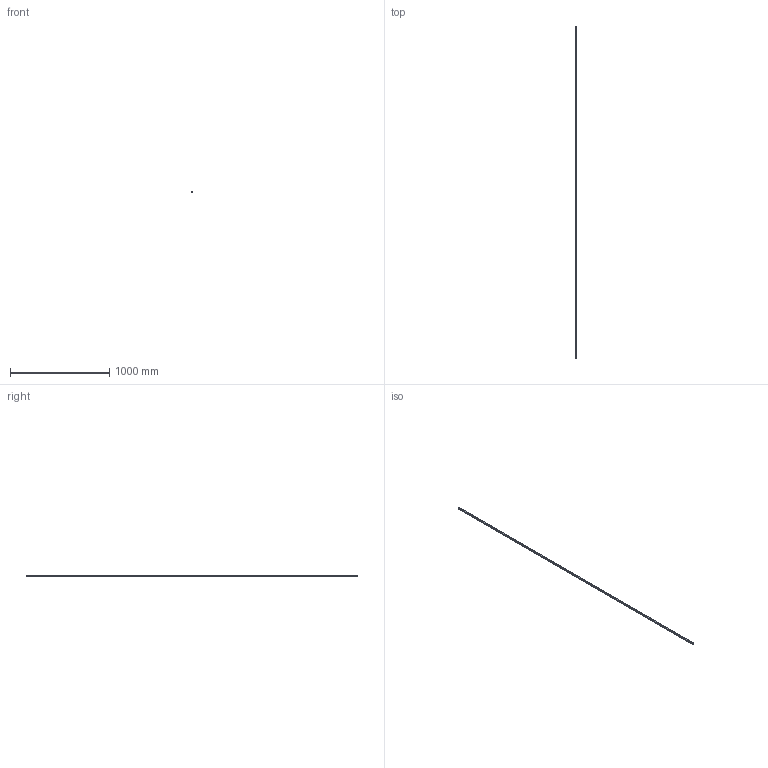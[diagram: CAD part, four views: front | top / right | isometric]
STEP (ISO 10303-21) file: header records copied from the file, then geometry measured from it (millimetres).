
FILE_DESCRIPTION(('STEP AP214'),'1');
FILE_NAME('cctmp_62974C68-B09F-4DDC-B9D8-4BD1503D7544_2021_02_02_13_40_20_0146..stp','2021-02-02T12:40:20',('HIWIN GmbH'),('CADClick - www.CADClick.com'),'Spatial InterOp 3D',' ','unknown authorization');
FILE_SCHEMA(('AUTOMOTIVE_DESIGN'));
Length unit declared in the file: millimetre
Products named in the file (1): EGR15U3340C_FILE
Bounding box: 15 x 3340 x 12.5 mm (x, y, z)
Volume: 531957.8 mm3; surface area: 203438.5 mm2
Topology: 1 solids, 1 shells, 663 faces, 1635 edges, 1090 vertices
Faces by surface type: cylinder 354, plane 309
Entity records: 25429 total; most frequent: DIRECTION 3895, CARTESIAN_POINT 3389, ORIENTED_EDGE 3270, EDGE_CURVE 1635, AXIS2_PLACEMENT_3D 1596, VERTEX_POINT 1090, EDGE_LOOP 779, CIRCLE 708
